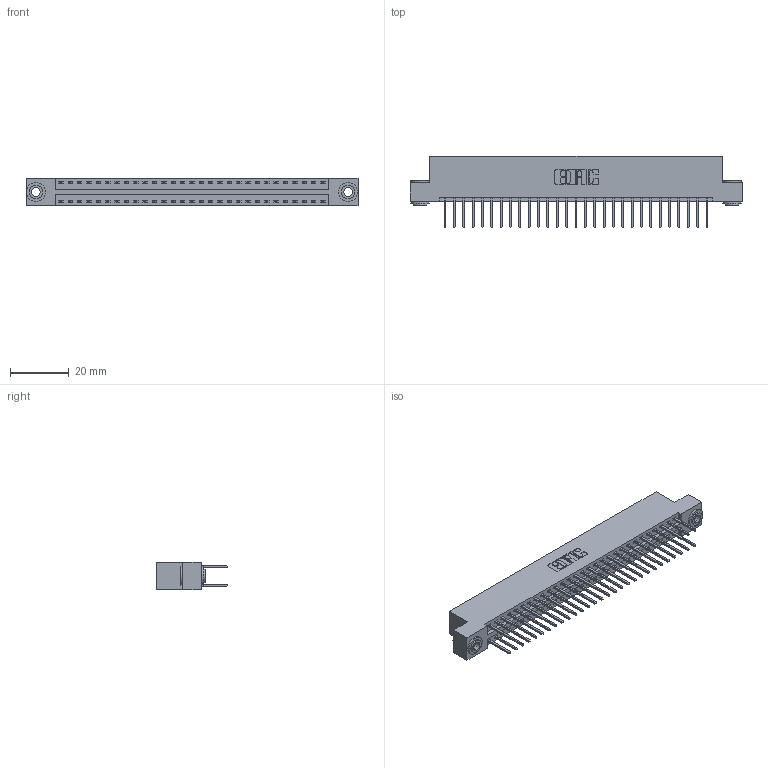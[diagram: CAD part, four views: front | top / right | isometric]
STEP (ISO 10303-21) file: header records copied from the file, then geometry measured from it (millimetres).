
FILE_DESCRIPTION (( 'STEP AP203' ), '1' );
FILE_NAME ('396-058-526-203.STEP', '2019-10-30T16:06:15', ( '' ), ( '' ), 'SwSTEP 2.0', 'SolidWorks 2016', '' );
FILE_SCHEMA (( 'CONFIG_CONTROL_DESIGN' ));
Length unit declared in the file: inch
Products named in the file (4): 345-292-001_345-293-126; 345-250-002_345-250-002-102; 396-058-526-203; 346 Part_Flush Mounting Lugs - 0.156 Dia-TH
Assembly tree (61 placements, depth 2):
  396-058-526-203
    346 Part_Flush Mounting Lugs - 0.156 Dia-TH
    345-292-001_345-293-126  x58
    345-250-002_345-250-002-102  x2
Bounding box: 112.65 x 24.13 x 9.4 mm (x, y, z)
Volume: 10998.2 mm3; surface area: 15553.3 mm2
Topology: 61 solids, 61 shells, 3176 faces, 9395 edges, 6182 vertices
Faces by surface type: plane 2116, cylinder 1052, cone 8
Entity records: 21344 total; most frequent: CARTESIAN_POINT 3511, ORIENTED_EDGE 3438, DIRECTION 3177, EDGE_CURVE 1719, LINE 1447, VECTOR 1447, VERTEX_POINT 1142, AXIS2_PLACEMENT_3D 865
